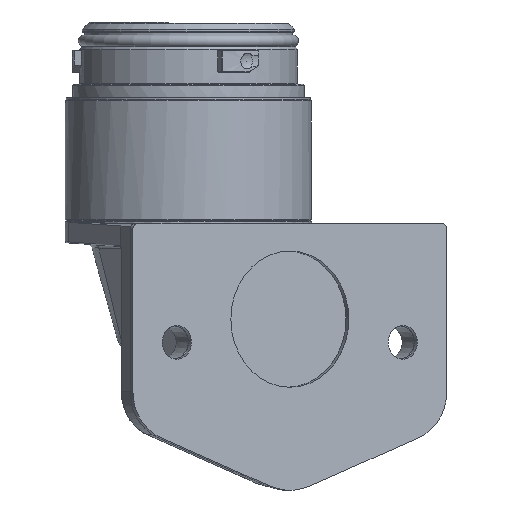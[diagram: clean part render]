
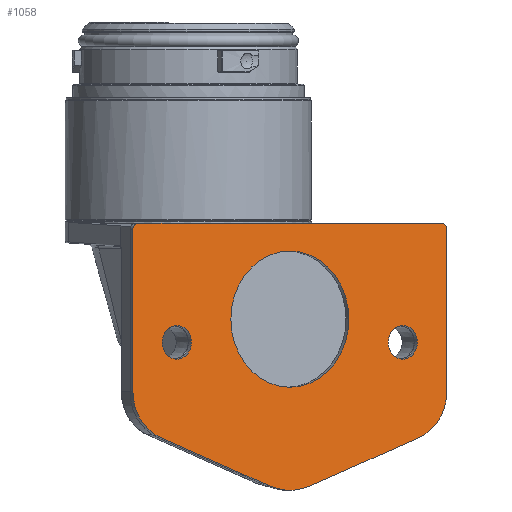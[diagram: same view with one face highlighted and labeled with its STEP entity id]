
A CAD part, left-side view. The second image highlights one B-rep face of the part: STEP entity #1058.
In plain terms, the highlighted planar face has unit normal (-0.866, -0.5, 0).
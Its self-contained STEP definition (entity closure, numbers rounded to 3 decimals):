
#560=FACE_BOUND('',#1916,.T.);
#561=FACE_BOUND('',#1917,.T.);
#562=FACE_BOUND('',#1918,.T.);
#563=FACE_BOUND('',#1919,.T.);
#1058=ADVANCED_FACE('',(#560,#561,#562,#563),#1165,.F.);
#1165=PLANE('',#6867);
#1916=EDGE_LOOP('',(#4038,#4039,#4040,#4041,#4042,#4043,#4044,#4045,#4046,
#4047));
#1917=EDGE_LOOP('',(#4048));
#1918=EDGE_LOOP('',(#4049));
#1919=EDGE_LOOP('',(#4050));
#2267=CIRCLE('',#6850,11.5);
#2268=CIRCLE('',#6853,2.9);
#2270=CIRCLE('',#6856,2.9);
#2272=CIRCLE('',#6860,11.75);
#2274=CIRCLE('',#6863,8.5);
#2275=CIRCLE('',#6864,1.);
#2276=CIRCLE('',#6865,1.);
#2277=CIRCLE('',#6866,8.5);
#4038=ORIENTED_EDGE('',*,*,#5536,.F.);
#4039=ORIENTED_EDGE('',*,*,#5554,.T.);
#4040=ORIENTED_EDGE('',*,*,#5530,.F.);
#4041=ORIENTED_EDGE('',*,*,#5555,.T.);
#4042=ORIENTED_EDGE('',*,*,#5528,.F.);
#4043=ORIENTED_EDGE('',*,*,#5556,.T.);
#4044=ORIENTED_EDGE('',*,*,#5550,.F.);
#4045=ORIENTED_EDGE('',*,*,#5557,.T.);
#4046=ORIENTED_EDGE('',*,*,#5541,.F.);
#4047=ORIENTED_EDGE('',*,*,#5539,.F.);
#4048=ORIENTED_EDGE('',*,*,#5546,.F.);
#4049=ORIENTED_EDGE('',*,*,#5544,.F.);
#4050=ORIENTED_EDGE('',*,*,#5552,.F.);
#4639=VERTEX_POINT('',#13309);
#4640=VERTEX_POINT('',#13311);
#4641=VERTEX_POINT('',#13315);
#4642=VERTEX_POINT('',#13316);
#4647=VERTEX_POINT('',#13327);
#4648=VERTEX_POINT('',#13329);
#4650=VERTEX_POINT('',#13335);
#4651=VERTEX_POINT('',#13339);
#4653=VERTEX_POINT('',#13345);
#4655=VERTEX_POINT('',#13350);
#4659=VERTEX_POINT('',#13358);
#4660=VERTEX_POINT('',#13360);
#4661=VERTEX_POINT('',#13364);
#5528=EDGE_CURVE('',#4639,#4640,#5853,.T.);
#5530=EDGE_CURVE('',#4641,#4642,#5855,.T.);
#5536=EDGE_CURVE('',#4647,#4648,#5861,.T.);
#5539=EDGE_CURVE('',#4648,#4650,#2267,.T.);
#5541=EDGE_CURVE('',#4650,#4651,#5864,.T.);
#5544=EDGE_CURVE('',#4653,#4653,#2268,.T.);
#5546=EDGE_CURVE('',#4655,#4655,#2270,.T.);
#5550=EDGE_CURVE('',#4659,#4660,#5869,.T.);
#5552=EDGE_CURVE('',#4661,#4661,#2272,.T.);
#5554=EDGE_CURVE('',#4647,#4642,#2274,.T.);
#5555=EDGE_CURVE('',#4641,#4640,#2275,.T.);
#5556=EDGE_CURVE('',#4639,#4660,#2276,.T.);
#5557=EDGE_CURVE('',#4659,#4651,#2277,.T.);
#5853=LINE('',#13310,#6162);
#5855=LINE('',#13314,#6164);
#5861=LINE('',#13328,#6170);
#5864=LINE('',#13338,#6173);
#5869=LINE('',#13359,#6178);
#6162=VECTOR('',#8500,1.);
#6164=VECTOR('',#8504,1.);
#6170=VECTOR('',#8512,1.);
#6173=VECTOR('',#8523,1.);
#6178=VECTOR('',#8542,1.);
#6850=AXIS2_PLACEMENT_3D('',#13334,#8518,#8519);
#6853=AXIS2_PLACEMENT_3D('',#13344,#8528,#8529);
#6856=AXIS2_PLACEMENT_3D('',#13349,#8534,#8535);
#6860=AXIS2_PLACEMENT_3D('',#13363,#8546,#8547);
#6863=AXIS2_PLACEMENT_3D('',#13368,#8552,#8553);
#6864=AXIS2_PLACEMENT_3D('',#13369,#8554,#8555);
#6865=AXIS2_PLACEMENT_3D('',#13370,#8556,#8557);
#6866=AXIS2_PLACEMENT_3D('',#13371,#8558,#8559);
#6867=AXIS2_PLACEMENT_3D('',#13372,#8560,#8561);
#8500=DIRECTION('',(0.5,-0.866,0.));
#8504=DIRECTION('',(0.,0.,-1.));
#8512=DIRECTION('',(-0.467,0.809,-0.358));
#8518=DIRECTION('',(0.866,0.5,0.));
#8519=DIRECTION('',(0.5,-0.866,0.));
#8523=DIRECTION('',(-0.467,0.809,0.358));
#8528=DIRECTION('',(-0.866,-0.5,0.));
#8529=DIRECTION('',(0.5,-0.866,0.));
#8534=DIRECTION('',(-0.866,-0.5,0.));
#8535=DIRECTION('',(0.5,-0.866,0.));
#8542=DIRECTION('',(0.,0.,1.));
#8546=DIRECTION('',(-0.866,-0.5,0.));
#8547=DIRECTION('',(0.5,-0.866,0.));
#8552=DIRECTION('',(-0.866,-0.5,0.));
#8553=DIRECTION('',(-0.5,0.866,0.));
#8554=DIRECTION('',(-0.866,-0.5,0.));
#8555=DIRECTION('',(-0.5,0.866,0.));
#8556=DIRECTION('',(-0.866,-0.5,0.));
#8557=DIRECTION('',(-0.5,0.866,0.));
#8558=DIRECTION('',(-0.866,-0.5,0.));
#8559=DIRECTION('',(-0.5,0.866,0.));
#8560=DIRECTION('',(0.866,0.5,0.));
#8561=DIRECTION('',(-0.5,0.866,0.));
#13309=CARTESIAN_POINT('',(-45.435,8.704,1.));
#13310=CARTESIAN_POINT('',(-45.934,9.57,1.));
#13311=CARTESIAN_POINT('',(-15.193,-43.695,1.));
#13314=CARTESIAN_POINT('',(-14.693,-44.561,1.));
#13315=CARTESIAN_POINT('',(-14.693,-44.561,0.));
#13316=CARTESIAN_POINT('',(-14.693,-44.561,-27.981));
#13327=CARTESIAN_POINT('',(-17.419,-39.837,-35.916));
#13328=CARTESIAN_POINT('',(-14.693,-44.561,-33.822));
#13329=CARTESIAN_POINT('',(-28.254,-21.065,-44.236));
#13334=CARTESIAN_POINT('',(-30.314,-17.495,-33.5));
#13335=CARTESIAN_POINT('',(-32.374,-13.926,-44.236));
#13338=CARTESIAN_POINT('',(-32.374,-13.926,-44.236));
#13339=CARTESIAN_POINT('',(-43.208,4.847,-35.916));
#13344=CARTESIAN_POINT('',(-19.067,-36.983,-19.5));
#13345=CARTESIAN_POINT('',(-17.617,-39.494,-19.5));
#13349=CARTESIAN_POINT('',(-41.561,1.992,-19.5));
#13350=CARTESIAN_POINT('',(-40.111,-0.52,-19.5));
#13358=CARTESIAN_POINT('',(-45.934,9.57,-27.981));
#13359=CARTESIAN_POINT('',(-45.934,9.57,-33.822));
#13360=CARTESIAN_POINT('',(-45.934,9.57,0.));
#13363=CARTESIAN_POINT('',(-30.314,-17.495,-15.5));
#13364=CARTESIAN_POINT('',(-24.44,-27.672,-15.5));
#13368=CARTESIAN_POINT('',(-18.942,-37.199,-27.981));
#13369=CARTESIAN_POINT('',(-15.193,-43.695,0.));
#13370=CARTESIAN_POINT('',(-45.435,8.704,0.));
#13371=CARTESIAN_POINT('',(-41.686,2.208,-27.981));
#13372=CARTESIAN_POINT('',(-30.314,-17.495,-33.5));
